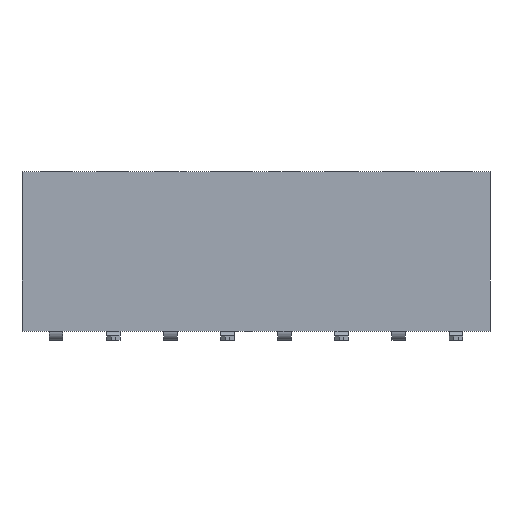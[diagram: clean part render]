
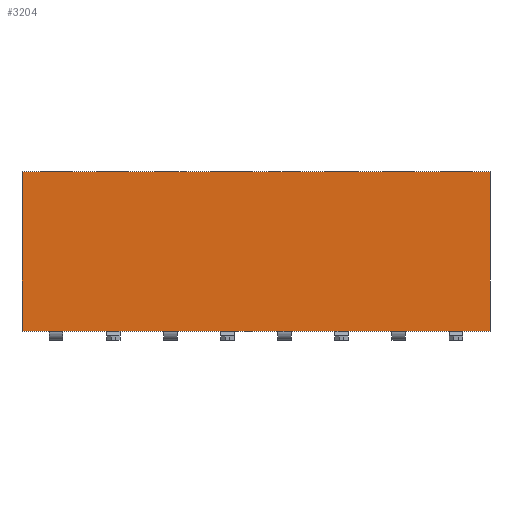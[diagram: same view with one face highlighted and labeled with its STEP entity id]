
A CAD part, front view. The second image highlights one B-rep face of the part: STEP entity #3204.
In plain terms, the highlighted planar face has unit normal (0, -1, 0).
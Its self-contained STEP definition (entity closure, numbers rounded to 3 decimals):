
#302=ORIENTED_EDGE('',*,*,#1212,.T.);
#303=ORIENTED_EDGE('',*,*,#1218,.T.);
#304=ORIENTED_EDGE('',*,*,#1225,.T.);
#305=ORIENTED_EDGE('',*,*,#1092,.T.);
#1092=EDGE_CURVE('',#1559,#1558,#1854,.T.);
#1212=EDGE_CURVE('',#1558,#1677,#1974,.T.);
#1218=EDGE_CURVE('',#1677,#1681,#1980,.T.);
#1225=EDGE_CURVE('',#1681,#1559,#1987,.T.);
#1558=VERTEX_POINT('',#4514);
#1559=VERTEX_POINT('',#4516);
#1677=VERTEX_POINT('',#4771);
#1681=VERTEX_POINT('',#4782);
#1854=LINE('',#4515,#2264);
#1974=LINE('',#4772,#2384);
#1980=LINE('',#4783,#2390);
#1987=LINE('',#4794,#2397);
#2264=VECTOR('',#3632,1000.);
#2384=VECTOR('',#3788,1000.);
#2390=VECTOR('',#3796,1000.);
#2397=VECTOR('',#3807,1000.);
#2694=EDGE_LOOP('',(#302,#303,#304,#305));
#2884=FACE_BOUND('',#2694,.T.);
#3058=PLANE('',#3405);
#3204=ADVANCED_FACE('',(#2884),#3058,.T.);
#3405=AXIS2_PLACEMENT_3D('',#4795,#3808,#3809);
#3632=DIRECTION('',(-1.,0.,0.));
#3788=DIRECTION('',(0.,0.,-1.));
#3796=DIRECTION('',(1.,0.,0.));
#3807=DIRECTION('',(0.,0.,1.));
#3808=DIRECTION('',(0.,-1.,0.));
#3809=DIRECTION('',(0.,0.,-1.));
#4514=CARTESIAN_POINT('',(-10.41,-1.25,3.55));
#4515=CARTESIAN_POINT('',(10.41,-1.25,3.55));
#4516=CARTESIAN_POINT('',(10.41,-1.25,3.55));
#4771=CARTESIAN_POINT('',(-10.41,-1.25,-3.55));
#4772=CARTESIAN_POINT('',(-10.41,-1.25,3.55));
#4782=CARTESIAN_POINT('',(10.41,-1.25,-3.55));
#4783=CARTESIAN_POINT('',(-10.41,-1.25,-3.55));
#4794=CARTESIAN_POINT('',(10.41,-1.25,-3.55));
#4795=CARTESIAN_POINT('',(0.,-1.25,0.));
